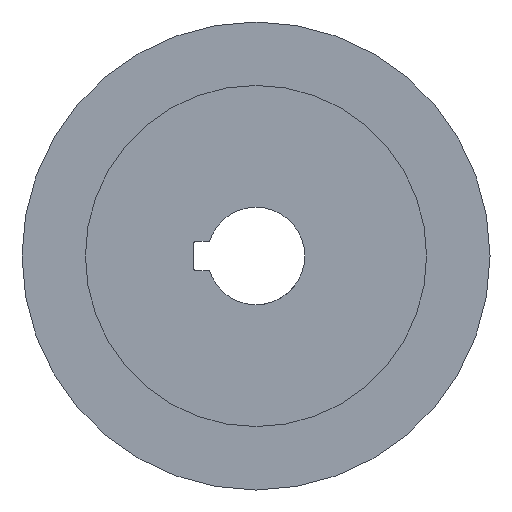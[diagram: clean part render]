
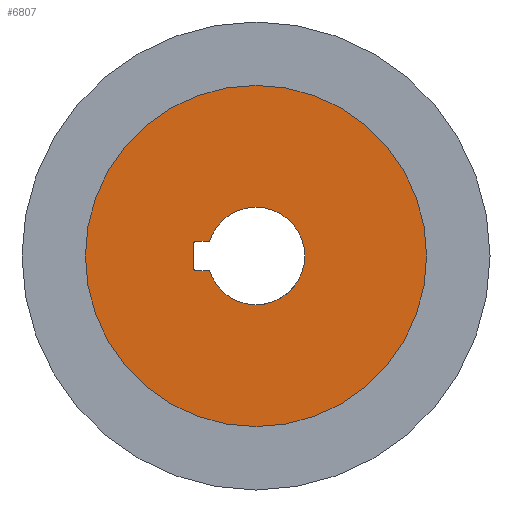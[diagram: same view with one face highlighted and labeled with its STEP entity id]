
A CAD part, left-side view. The second image highlights one B-rep face of the part: STEP entity #6807.
In plain terms, the highlighted planar face has unit normal (-1, 0, 0).
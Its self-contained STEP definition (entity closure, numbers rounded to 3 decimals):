
#76 = CIRCLE ( 'NONE', #2696, 5. ) ;
#289 = CIRCLE ( 'NONE', #5672, 17.5 ) ;
#361 = LINE ( 'NONE', #6602, #2285 ) ;
#366 = ORIENTED_EDGE ( 'NONE', *, *, #4260, .F. ) ;
#474 = CARTESIAN_POINT ( 'NONE',  ( 0., 0., 17.5 ) ) ;
#688 = CARTESIAN_POINT ( 'NONE',  ( 0., 6.2, 1.3 ) ) ;
#701 = CARTESIAN_POINT ( 'NONE',  ( 0., 6.2, -1.5 ) ) ;
#733 = EDGE_CURVE ( 'NONE', #8852, #1657, #7569, .T. ) ;
#794 = DIRECTION ( 'NONE',  ( 1., 0., 0. ) ) ;
#919 = DIRECTION ( 'NONE',  ( 1., 0., 0. ) ) ;
#1148 = CARTESIAN_POINT ( 'NONE',  ( 0., 0., -17.5 ) ) ;
#1389 = AXIS2_PLACEMENT_3D ( 'NONE', #3317, #8172, #3986 ) ;
#1454 = CARTESIAN_POINT ( 'NONE',  ( 0., 17.5, 0. ) ) ;
#1500 = DIRECTION ( 'NONE',  ( 0., 0., 1. ) ) ;
#1657 = VERTEX_POINT ( 'NONE', #3587 ) ;
#1715 = EDGE_CURVE ( 'NONE', #7854, #3469, #3747, .T. ) ;
#1717 = VECTOR ( 'NONE', #8386, 1000. ) ;
#1844 = ORIENTED_EDGE ( 'NONE', *, *, #1715, .T. ) ;
#2088 = DIRECTION ( 'NONE',  ( -1., 0., 0. ) ) ;
#2141 = AXIS2_PLACEMENT_3D ( 'NONE', #8513, #4346, #6480 ) ;
#2159 = DIRECTION ( 'NONE',  ( -1., 0., 0. ) ) ;
#2199 = DIRECTION ( 'NONE',  ( 0., 0., -1. ) ) ;
#2246 = CARTESIAN_POINT ( 'NONE',  ( 0., 4.77, -1.5 ) ) ;
#2285 = VECTOR ( 'NONE', #6147, 1000. ) ;
#2406 = ORIENTED_EDGE ( 'NONE', *, *, #8217, .T. ) ;
#2458 = VERTEX_POINT ( 'NONE', #474 ) ;
#2696 = AXIS2_PLACEMENT_3D ( 'NONE', #3446, #2088, #2803 ) ;
#2803 = DIRECTION ( 'NONE',  ( 0., 0., 1. ) ) ;
#2882 = EDGE_CURVE ( 'NONE', #6948, #8994, #76, .T. ) ;
#2936 = EDGE_LOOP ( 'NONE', ( #6878, #3566 ) ) ;
#3007 = DIRECTION ( 'NONE',  ( 0., 0., 1. ) ) ;
#3317 = CARTESIAN_POINT ( 'NONE',  ( 0., 0., 0. ) ) ;
#3339 = EDGE_CURVE ( 'NONE', #7345, #7854, #361, .T. ) ;
#3405 = CIRCLE ( 'NONE', #1389, 17.5 ) ;
#3446 = CARTESIAN_POINT ( 'NONE',  ( 0., 0., 0. ) ) ;
#3469 = VERTEX_POINT ( 'NONE', #6861 ) ;
#3566 = ORIENTED_EDGE ( 'NONE', *, *, #5633, .T. ) ;
#3587 = CARTESIAN_POINT ( 'NONE',  ( 0., 6.2, 1.5 ) ) ;
#3747 = CIRCLE ( 'NONE', #2141, 0.2 ) ;
#3865 = DIRECTION ( 'NONE',  ( 0., 0., 1. ) ) ;
#3984 = CARTESIAN_POINT ( 'NONE',  ( 0., 4.77, 1.5 ) ) ;
#3986 = DIRECTION ( 'NONE',  ( 0., 0., 1. ) ) ;
#4003 = ORIENTED_EDGE ( 'NONE', *, *, #2882, .F. ) ;
#4052 = AXIS2_PLACEMENT_3D ( 'NONE', #8710, #7971, #3865 ) ;
#4260 = EDGE_CURVE ( 'NONE', #8994, #7161, #5147, .T. ) ;
#4330 = EDGE_CURVE ( 'NONE', #2458, #4984, #289, .T. ) ;
#4337 = LINE ( 'NONE', #6780, #7924 ) ;
#4346 = DIRECTION ( 'NONE',  ( 1., 0., 0. ) ) ;
#4454 = ORIENTED_EDGE ( 'NONE', *, *, #3339, .T. ) ;
#4984 = VERTEX_POINT ( 'NONE', #1148 ) ;
#5048 = CARTESIAN_POINT ( 'NONE',  ( 0., 0., 0. ) ) ;
#5065 = EDGE_CURVE ( 'NONE', #7345, #6948, #7851, .T. ) ;
#5147 = CIRCLE ( 'NONE', #8319, 5. ) ;
#5301 = EDGE_LOOP ( 'NONE', ( #7708, #366, #4003, #5634, #4454, #1844, #2406, #8198 ) ) ;
#5343 = DIRECTION ( 'NONE',  ( 0., 0., 1. ) ) ;
#5522 = CARTESIAN_POINT ( 'NONE',  ( 0., 6.4, 1.3 ) ) ;
#5633 = EDGE_CURVE ( 'NONE', #4984, #2458, #3405, .T. ) ;
#5634 = ORIENTED_EDGE ( 'NONE', *, *, #5065, .F. ) ;
#5637 = FACE_BOUND ( 'NONE', #5301, .T. ) ;
#5672 = AXIS2_PLACEMENT_3D ( 'NONE', #5048, #5828, #3007 ) ;
#5719 = PLANE ( 'NONE',  #7017 ) ;
#5828 = DIRECTION ( 'NONE',  ( -1., 0., 0. ) ) ;
#5837 = CARTESIAN_POINT ( 'NONE',  ( 0., 0., -5. ) ) ;
#6147 = DIRECTION ( 'NONE',  ( 0., 1., 0. ) ) ;
#6480 = DIRECTION ( 'NONE',  ( 0., 0., -1. ) ) ;
#6600 = LINE ( 'NONE', #7677, #1717 ) ;
#6602 = CARTESIAN_POINT ( 'NONE',  ( 0., 0., -1.5 ) ) ;
#6780 = CARTESIAN_POINT ( 'NONE',  ( 0., 6.4, 1.3 ) ) ;
#6807 = ADVANCED_FACE ( 'NONE', ( #5637, #7150 ), #5719, .F. ) ;
#6861 = CARTESIAN_POINT ( 'NONE',  ( 0., 6.4, -1.3 ) ) ;
#6876 = CARTESIAN_POINT ( 'NONE',  ( 0., 0., 0. ) ) ;
#6878 = ORIENTED_EDGE ( 'NONE', *, *, #4330, .T. ) ;
#6948 = VERTEX_POINT ( 'NONE', #5837 ) ;
#7017 = AXIS2_PLACEMENT_3D ( 'NONE', #1454, #794, #2199 ) ;
#7137 = AXIS2_PLACEMENT_3D ( 'NONE', #688, #919, #7805 ) ;
#7150 = FACE_OUTER_BOUND ( 'NONE', #2936, .T. ) ;
#7161 = VERTEX_POINT ( 'NONE', #3984 ) ;
#7184 = CARTESIAN_POINT ( 'NONE',  ( 0., 0., 5. ) ) ;
#7345 = VERTEX_POINT ( 'NONE', #2246 ) ;
#7569 = CIRCLE ( 'NONE', #7137, 0.2 ) ;
#7677 = CARTESIAN_POINT ( 'NONE',  ( 0., 0., 1.5 ) ) ;
#7708 = ORIENTED_EDGE ( 'NONE', *, *, #8967, .T. ) ;
#7805 = DIRECTION ( 'NONE',  ( 0., 0., 1. ) ) ;
#7851 = CIRCLE ( 'NONE', #4052, 5. ) ;
#7854 = VERTEX_POINT ( 'NONE', #701 ) ;
#7924 = VECTOR ( 'NONE', #5343, 1000. ) ;
#7971 = DIRECTION ( 'NONE',  ( -1., 0., 0. ) ) ;
#8172 = DIRECTION ( 'NONE',  ( -1., 0., 0. ) ) ;
#8198 = ORIENTED_EDGE ( 'NONE', *, *, #733, .T. ) ;
#8217 = EDGE_CURVE ( 'NONE', #3469, #8852, #4337, .T. ) ;
#8319 = AXIS2_PLACEMENT_3D ( 'NONE', #6876, #2159, #1500 ) ;
#8386 = DIRECTION ( 'NONE',  ( 0., -1., 0. ) ) ;
#8513 = CARTESIAN_POINT ( 'NONE',  ( 0., 6.2, -1.3 ) ) ;
#8710 = CARTESIAN_POINT ( 'NONE',  ( 0., 0., 0. ) ) ;
#8852 = VERTEX_POINT ( 'NONE', #5522 ) ;
#8967 = EDGE_CURVE ( 'NONE', #1657, #7161, #6600, .T. ) ;
#8994 = VERTEX_POINT ( 'NONE', #7184 ) ;
